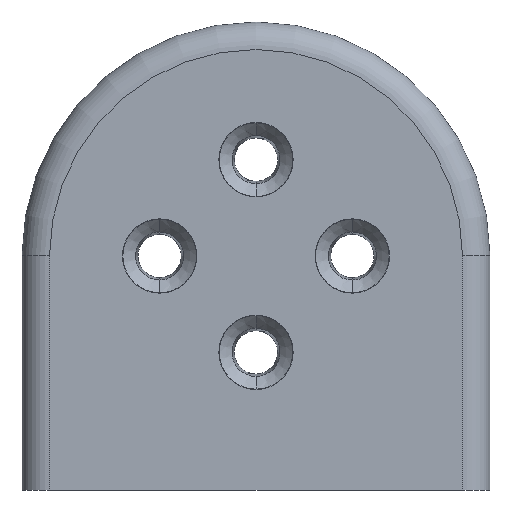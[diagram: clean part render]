
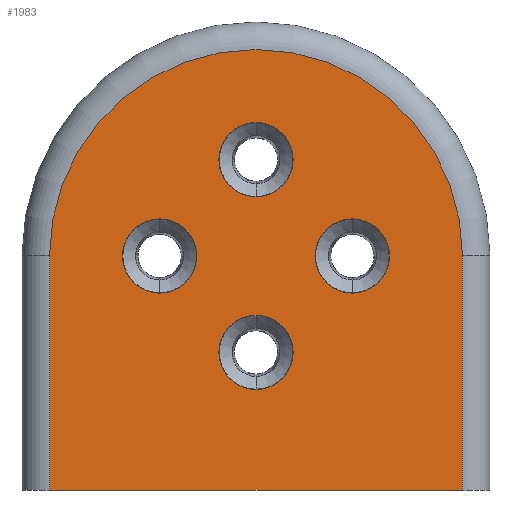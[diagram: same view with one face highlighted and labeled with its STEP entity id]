
A CAD part, left-side view. The second image highlights one B-rep face of the part: STEP entity #1983.
In plain terms, the highlighted planar face has unit normal (-1, 0, 0).
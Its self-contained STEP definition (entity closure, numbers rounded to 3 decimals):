
#41 = DIRECTION ( 'NONE',  ( -1., 0., 0. ) ) ;
#45 = DIRECTION ( 'NONE',  ( -1., 0., 0. ) ) ;
#46 = DIRECTION ( 'NONE',  ( -1., 0., 0. ) ) ;
#68 = DIRECTION ( 'NONE',  ( 0., 0., 1. ) ) ;
#72 = DIRECTION ( 'NONE',  ( 0., 0., 1. ) ) ;
#76 = VECTOR ( 'NONE', #72, 1000. ) ;
#143 = EDGE_CURVE ( 'NONE', #153, #2252, #696, .T. ) ;
#153 = VERTEX_POINT ( 'NONE', #2399 ) ;
#168 = CARTESIAN_POINT ( 'NONE',  ( 0., 7., 2.7 ) ) ;
#183 = CARTESIAN_POINT ( 'NONE',  ( 0., 15., 0. ) ) ;
#184 = AXIS2_PLACEMENT_3D ( 'NONE', #1684, #257, #1390 ) ;
#217 = AXIS2_PLACEMENT_3D ( 'NONE', #2315, #326, #2820 ) ;
#236 = DIRECTION ( 'NONE',  ( 0., 0., 1. ) ) ;
#241 = ORIENTED_EDGE ( 'NONE', *, *, #1178, .F. ) ;
#254 = FACE_BOUND ( 'NONE', #3631, .T. ) ;
#257 = DIRECTION ( 'NONE',  ( -1., 0., 0. ) ) ;
#303 = ORIENTED_EDGE ( 'NONE', *, *, #1200, .F. ) ;
#316 = EDGE_LOOP ( 'NONE', ( #2102, #3231 ) ) ;
#326 = DIRECTION ( 'NONE',  ( -1., 0., 0. ) ) ;
#393 = CARTESIAN_POINT ( 'NONE',  ( 0., 15., 0. ) ) ;
#404 = VECTOR ( 'NONE', #2459, 1000. ) ;
#439 = AXIS2_PLACEMENT_3D ( 'NONE', #899, #41, #2014 ) ;
#449 = CARTESIAN_POINT ( 'NONE',  ( 0., 17., -17. ) ) ;
#533 = FACE_BOUND ( 'NONE', #2497, .T. ) ;
#554 = PLANE ( 'NONE',  #3380 ) ;
#571 = ORIENTED_EDGE ( 'NONE', *, *, #3280, .F. ) ;
#579 = CARTESIAN_POINT ( 'NONE',  ( 0., 7., 0. ) ) ;
#696 = LINE ( 'NONE', #1270, #76 ) ;
#700 = ORIENTED_EDGE ( 'NONE', *, *, #1494, .F. ) ;
#731 = CIRCLE ( 'NONE', #3621, 2.7 ) ;
#743 = CARTESIAN_POINT ( 'NONE',  ( 0., 0., -7. ) ) ;
#748 = CARTESIAN_POINT ( 'NONE',  ( 0., -7., 2.7 ) ) ;
#899 = CARTESIAN_POINT ( 'NONE',  ( 0., 0., 0. ) ) ;
#962 = AXIS2_PLACEMENT_3D ( 'NONE', #3104, #2001, #2802 ) ;
#1082 = AXIS2_PLACEMENT_3D ( 'NONE', #579, #46, #68 ) ;
#1130 = EDGE_CURVE ( 'NONE', #1274, #3595, #2731, .T. ) ;
#1178 = EDGE_CURVE ( 'NONE', #2044, #3110, #1826, .T. ) ;
#1200 = EDGE_CURVE ( 'NONE', #1340, #2839, #1646, .T. ) ;
#1221 = CARTESIAN_POINT ( 'NONE',  ( 0., 7., 0. ) ) ;
#1233 = ORIENTED_EDGE ( 'NONE', *, *, #2406, .F. ) ;
#1234 = CARTESIAN_POINT ( 'NONE',  ( 0., 7., -2.7 ) ) ;
#1270 = CARTESIAN_POINT ( 'NONE',  ( 0., -15., 0. ) ) ;
#1274 = VERTEX_POINT ( 'NONE', #393 ) ;
#1340 = VERTEX_POINT ( 'NONE', #2413 ) ;
#1388 = CARTESIAN_POINT ( 'NONE',  ( 0., 0., 0. ) ) ;
#1390 = DIRECTION ( 'NONE',  ( 0., 0., 1. ) ) ;
#1471 = ORIENTED_EDGE ( 'NONE', *, *, #143, .T. ) ;
#1473 = EDGE_CURVE ( 'NONE', #153, #3595, #2453, .T. ) ;
#1494 = EDGE_CURVE ( 'NONE', #2839, #1340, #1554, .T. ) ;
#1500 = DIRECTION ( 'NONE',  ( -1., 0., 0. ) ) ;
#1553 = CIRCLE ( 'NONE', #2849, 2.7 ) ;
#1554 = CIRCLE ( 'NONE', #1910, 2.7 ) ;
#1601 = ORIENTED_EDGE ( 'NONE', *, *, #1473, .F. ) ;
#1636 = EDGE_CURVE ( 'NONE', #3618, #3635, #2557, .T. ) ;
#1646 = CIRCLE ( 'NONE', #217, 2.7 ) ;
#1651 = DIRECTION ( 'NONE',  ( -1., 0., 0. ) ) ;
#1652 = CARTESIAN_POINT ( 'NONE',  ( 0., 0., 7. ) ) ;
#1684 = CARTESIAN_POINT ( 'NONE',  ( 0., -7., 0. ) ) ;
#1772 = EDGE_LOOP ( 'NONE', ( #3479, #3068, #1601, #1471 ) ) ;
#1826 = CIRCLE ( 'NONE', #3064, 2.7 ) ;
#1910 = AXIS2_PLACEMENT_3D ( 'NONE', #743, #1651, #2784 ) ;
#1943 = FACE_BOUND ( 'NONE', #316, .T. ) ;
#1958 = FACE_BOUND ( 'NONE', #3655, .T. ) ;
#1983 = ADVANCED_FACE ( 'NONE', ( #1958, #1943, #533, #254, #3083 ), #554, .F. ) ;
#2001 = DIRECTION ( 'NONE',  ( -1., 0., 0. ) ) ;
#2014 = DIRECTION ( 'NONE',  ( 0., 0., -1. ) ) ;
#2044 = VERTEX_POINT ( 'NONE', #2550 ) ;
#2102 = ORIENTED_EDGE ( 'NONE', *, *, #3640, .F. ) ;
#2194 = CARTESIAN_POINT ( 'NONE',  ( 0., -15., 0. ) ) ;
#2207 = CIRCLE ( 'NONE', #1082, 2.7 ) ;
#2238 = DIRECTION ( 'NONE',  ( 1., 0., 0. ) ) ;
#2252 = VERTEX_POINT ( 'NONE', #2194 ) ;
#2298 = DIRECTION ( 'NONE',  ( 0., 0., 1. ) ) ;
#2315 = CARTESIAN_POINT ( 'NONE',  ( 0., 0., -7. ) ) ;
#2320 = CIRCLE ( 'NONE', #184, 2.7 ) ;
#2399 = CARTESIAN_POINT ( 'NONE',  ( 0., -15., -17. ) ) ;
#2406 = EDGE_CURVE ( 'NONE', #2996, #3577, #2207, .T. ) ;
#2413 = CARTESIAN_POINT ( 'NONE',  ( 0., 0., -4.3 ) ) ;
#2453 = LINE ( 'NONE', #449, #2739 ) ;
#2459 = DIRECTION ( 'NONE',  ( 0., 0., -1. ) ) ;
#2483 = CARTESIAN_POINT ( 'NONE',  ( 0., 0., -9.7 ) ) ;
#2497 = EDGE_LOOP ( 'NONE', ( #2582, #241 ) ) ;
#2537 = EDGE_CURVE ( 'NONE', #2252, #1274, #3086, .T. ) ;
#2550 = CARTESIAN_POINT ( 'NONE',  ( 0., -7., -2.7 ) ) ;
#2557 = CIRCLE ( 'NONE', #962, 2.7 ) ;
#2582 = ORIENTED_EDGE ( 'NONE', *, *, #3296, .F. ) ;
#2634 = DIRECTION ( 'NONE',  ( 0., 0., 1. ) ) ;
#2731 = LINE ( 'NONE', #183, #404 ) ;
#2739 = VECTOR ( 'NONE', #2749, 1000. ) ;
#2749 = DIRECTION ( 'NONE',  ( 0., 1., 0. ) ) ;
#2784 = DIRECTION ( 'NONE',  ( 0., 0., 1. ) ) ;
#2785 = DIRECTION ( 'NONE',  ( -1., 0., 0. ) ) ;
#2802 = DIRECTION ( 'NONE',  ( 0., 0., 1. ) ) ;
#2820 = DIRECTION ( 'NONE',  ( 0., 0., 1. ) ) ;
#2839 = VERTEX_POINT ( 'NONE', #2483 ) ;
#2849 = AXIS2_PLACEMENT_3D ( 'NONE', #1221, #1500, #2634 ) ;
#2996 = VERTEX_POINT ( 'NONE', #1234 ) ;
#3057 = CARTESIAN_POINT ( 'NONE',  ( 0., 0., 9.7 ) ) ;
#3064 = AXIS2_PLACEMENT_3D ( 'NONE', #3401, #45, #2298 ) ;
#3068 = ORIENTED_EDGE ( 'NONE', *, *, #1130, .T. ) ;
#3083 = FACE_OUTER_BOUND ( 'NONE', #1772, .T. ) ;
#3086 = CIRCLE ( 'NONE', #439, 15. ) ;
#3104 = CARTESIAN_POINT ( 'NONE',  ( 0., 0., 7. ) ) ;
#3110 = VERTEX_POINT ( 'NONE', #748 ) ;
#3231 = ORIENTED_EDGE ( 'NONE', *, *, #1636, .F. ) ;
#3280 = EDGE_CURVE ( 'NONE', #3577, #2996, #1553, .T. ) ;
#3296 = EDGE_CURVE ( 'NONE', #3110, #2044, #2320, .T. ) ;
#3361 = DIRECTION ( 'NONE',  ( 0., 0., -1. ) ) ;
#3380 = AXIS2_PLACEMENT_3D ( 'NONE', #1388, #2238, #3361 ) ;
#3382 = CARTESIAN_POINT ( 'NONE',  ( 0., 15., -17. ) ) ;
#3401 = CARTESIAN_POINT ( 'NONE',  ( 0., -7., 0. ) ) ;
#3479 = ORIENTED_EDGE ( 'NONE', *, *, #2537, .T. ) ;
#3560 = CARTESIAN_POINT ( 'NONE',  ( 0., 0., 4.3 ) ) ;
#3577 = VERTEX_POINT ( 'NONE', #168 ) ;
#3595 = VERTEX_POINT ( 'NONE', #3382 ) ;
#3618 = VERTEX_POINT ( 'NONE', #3560 ) ;
#3621 = AXIS2_PLACEMENT_3D ( 'NONE', #1652, #2785, #236 ) ;
#3631 = EDGE_LOOP ( 'NONE', ( #303, #700 ) ) ;
#3635 = VERTEX_POINT ( 'NONE', #3057 ) ;
#3640 = EDGE_CURVE ( 'NONE', #3635, #3618, #731, .T. ) ;
#3655 = EDGE_LOOP ( 'NONE', ( #571, #1233 ) ) ;
